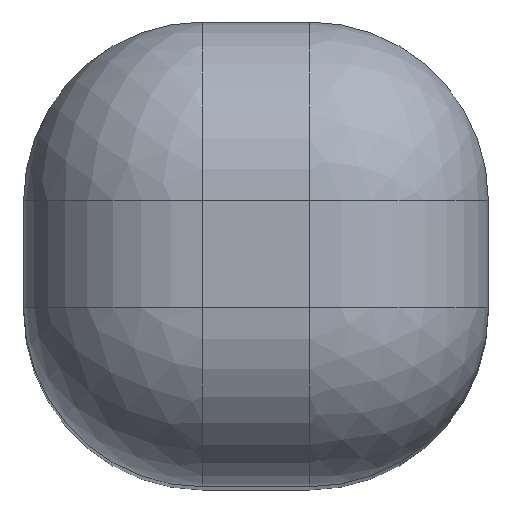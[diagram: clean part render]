
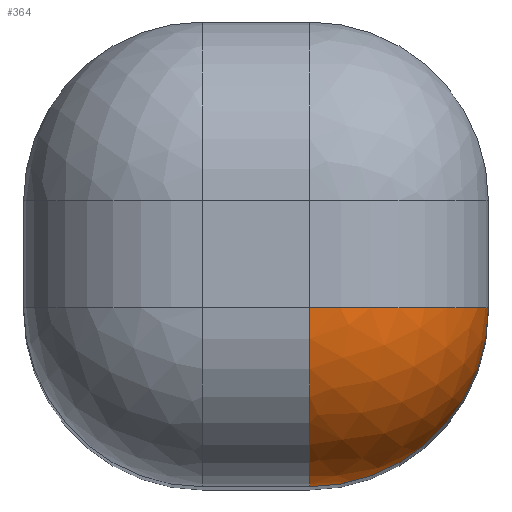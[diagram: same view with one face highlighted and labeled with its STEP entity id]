
A CAD part, top view. The second image highlights one B-rep face of the part: STEP entity #364.
In plain terms, the highlighted spherical face has radius 20 mm.
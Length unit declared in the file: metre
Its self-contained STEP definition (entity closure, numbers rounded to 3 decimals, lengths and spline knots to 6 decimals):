
#48=CARTESIAN_POINT('',(0.006,-0.006,0.103561));
#49=DIRECTION('',(0.,0.,1.));
#50=DIRECTION('',(0.,-1.,0.));
#51=AXIS2_PLACEMENT_3D('',#48,#49,#50);
#53=CARTESIAN_POINT('',(0.006,-0.006,0.103561));
#54=DIRECTION('',(1.,0.,0.));
#55=DIRECTION('',(0.,0.,1.));
#56=AXIS2_PLACEMENT_3D('',#53,#54,#55);
#58=CARTESIAN_POINT('',(0.006,-0.006,0.103561));
#59=DIRECTION('',(0.,-1.,0.));
#60=DIRECTION('',(1.,0.,0.));
#61=AXIS2_PLACEMENT_3D('',#58,#59,#60);
#237=CARTESIAN_POINT('',(0.006,-0.026,0.103561));
#238=VERTEX_POINT('',#237);
#240=CARTESIAN_POINT('',(0.006,-0.006,0.123561));
#242=VERTEX_POINT('',#240);
#243=CARTESIAN_POINT('',(0.026,-0.006,0.103561));
#245=VERTEX_POINT('',#243);
#353=CARTESIAN_POINT('',(0.006,-0.006,0.103561));
#354=DIRECTION('',(0.707,0.,-0.707));
#355=DIRECTION('',(0.707,0.,0.707));
#356=AXIS2_PLACEMENT_3D('',#353,#354,#355);
#357=SPHERICAL_SURFACE('',#356,0.02);
#358=ORIENTED_EDGE('',*,*,#345,.F.);
#359=ORIENTED_EDGE('',*,*,#291,.F.);
#361=ORIENTED_EDGE('',*,*,#360,.F.);
#362=EDGE_LOOP('',(#358,#359,#361));
#363=FACE_OUTER_BOUND('',#362,.F.);
#364=ADVANCED_FACE('',(#363),#357,.T.);
#52=CIRCLE('',#51,0.02);
#57=CIRCLE('',#56,0.02);
#62=CIRCLE('',#61,0.02);
#291=EDGE_CURVE('',#242,#238,#57,.T.);
#345=EDGE_CURVE('',#238,#245,#52,.T.);
#360=EDGE_CURVE('',#245,#242,#62,.T.);
